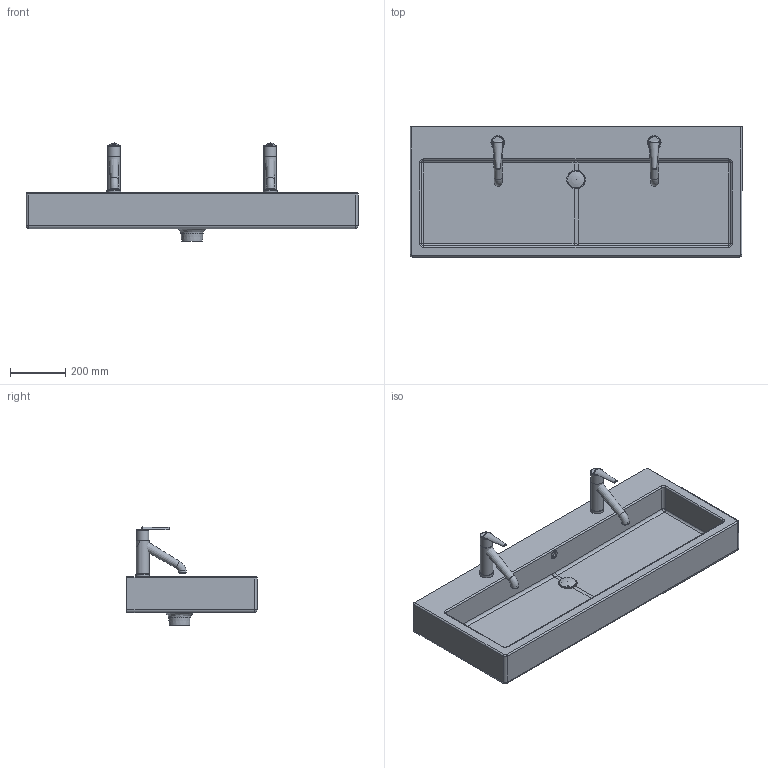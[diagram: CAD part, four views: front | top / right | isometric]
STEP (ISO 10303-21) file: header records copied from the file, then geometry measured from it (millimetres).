
FILE_DESCRIPTION((''),'2;1');
FILE_NAME('045412_2.stp','2010-08-10T13:29:28',('Andreas'),(''),'Autodesk Inventor 2009','Autodesk Inventor 2009','');
FILE_SCHEMA(('AUTOMOTIVE_DESIGN { 1 0 10303 214 1 1 1 1 }'));
Length unit declared in the file: millimetre
Products named in the file (9): 045412_2; 045412_2d; Stopfen; Kelch; Hebel150vorlage; hebel1; Hebel1_150neu; Neoperl; Griff
Assembly tree (9 placements, depth 3):
  045412_2
    045412_2d
    Stopfen
    Kelch
    Hebel150vorlage  x2
      hebel1
      Hebel1_150neu
      Neoperl
      Griff
Bounding box: 1200 x 470 x 354.34 mm (x, y, z)
Volume: 24966474.3 mm3; surface area: 2151618.3 mm2
Topology: 11 solids, 11 shells, 180 faces, 403 edges, 249 vertices
Faces by surface type: cylinder 62, plane 58, bspline 29, torus 22, cone 7, sphere 2
Full cylindrical faces by diameter (mm): 16 x2, 20 x2, 25 x5, 35 x4, 42 x1, 44 x1, 45 x2, 46 x2, 50 x2, 52 x1, 60 x1
Entity records: 8275 total; most frequent: CARTESIAN_POINT 4684, DIRECTION 725, ORIENTED_EDGE 640, EDGE_CURVE 320, AXIS2_PLACEMENT_3D 305, VERTEX_POINT 216, EDGE_LOOP 210, FACE_OUTER_BOUND 155
